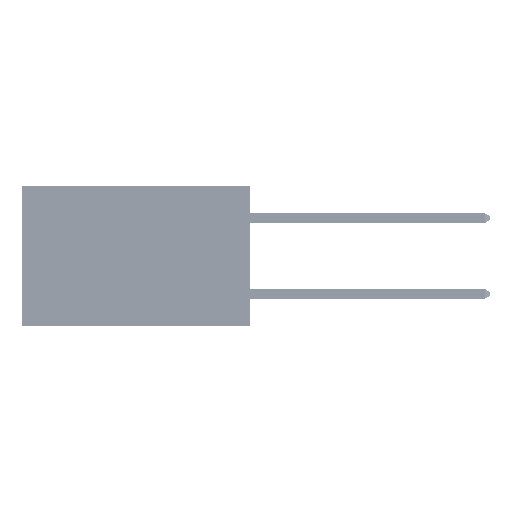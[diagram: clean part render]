
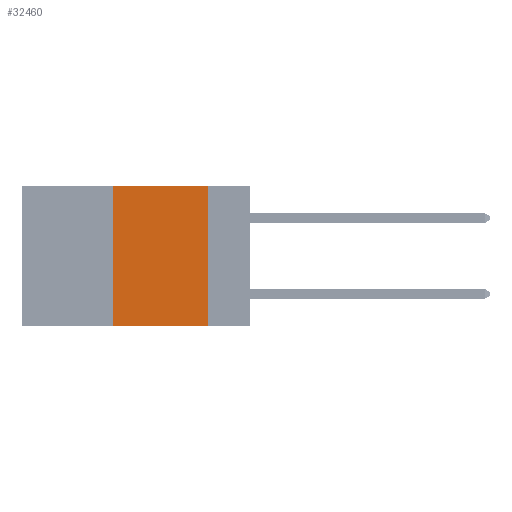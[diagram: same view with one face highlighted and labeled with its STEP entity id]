
A CAD part, left-side view. The second image highlights one B-rep face of the part: STEP entity #32460.
In plain terms, the highlighted planar face has unit normal (-1, 0, 0).
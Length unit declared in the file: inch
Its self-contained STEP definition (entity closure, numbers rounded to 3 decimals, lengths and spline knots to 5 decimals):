
#2226 = ORIENTED_EDGE ( 'NONE', *, *, #3593, .F. ) ;
#3579 = EDGE_CURVE ( 'NONE', #42626, #24230, #38023, .T. ) ;
#3593 = EDGE_CURVE ( 'NONE', #23205, #42626, #38589, .T. ) ;
#3891 = CARTESIAN_POINT ( 'NONE',  ( 0., 0.11, 0. ) ) ;
#10899 = VECTOR ( 'NONE', #32255, 39.37008 ) ;
#11775 = CARTESIAN_POINT ( 'NONE',  ( 0., 0.6, 0. ) ) ;
#12770 = EDGE_CURVE ( 'NONE', #46597, #24230, #27619, .T. ) ;
#13733 = ORIENTED_EDGE ( 'NONE', *, *, #3579, .F. ) ;
#14078 = VECTOR ( 'NONE', #46307, 39.37008 ) ;
#16225 = PLANE ( 'NONE',  #29342 ) ;
#19136 = EDGE_LOOP ( 'NONE', ( #13733, #2226, #29748, #48900 ) ) ;
#19999 = EDGE_CURVE ( 'NONE', #46597, #23205, #45655, .T. ) ;
#20199 = CARTESIAN_POINT ( 'NONE',  ( 0., 0.11, -0.37 ) ) ;
#23205 = VERTEX_POINT ( 'NONE', #49107 ) ;
#23914 = DIRECTION ( 'NONE',  ( 1., 0., 0. ) ) ;
#24230 = VERTEX_POINT ( 'NONE', #20199 ) ;
#27619 = LINE ( 'NONE', #39717, #10899 ) ;
#29342 = AXIS2_PLACEMENT_3D ( 'NONE', #43254, #23914, #43080 ) ;
#29748 = ORIENTED_EDGE ( 'NONE', *, *, #19999, .F. ) ;
#30849 = VECTOR ( 'NONE', #34851, 39.37008 ) ;
#31388 = FACE_OUTER_BOUND ( 'NONE', #19136, .T. ) ;
#31608 = CARTESIAN_POINT ( 'NONE',  ( 0., 0.36, -0.37 ) ) ;
#32255 = DIRECTION ( 'NONE',  ( 0., -1., 0. ) ) ;
#32460 = ADVANCED_FACE ( 'NONE', ( #31388 ), #16225, .F. ) ;
#34851 = DIRECTION ( 'NONE',  ( 0., -1., 0. ) ) ;
#38023 = LINE ( 'NONE', #42472, #14078 ) ;
#38589 = LINE ( 'NONE', #11775, #30849 ) ;
#39717 = CARTESIAN_POINT ( 'NONE',  ( 0., 0.6, -0.37 ) ) ;
#40305 = VECTOR ( 'NONE', #45820, 39.37008 ) ;
#42472 = CARTESIAN_POINT ( 'NONE',  ( 0., 0.11, 0. ) ) ;
#42626 = VERTEX_POINT ( 'NONE', #3891 ) ;
#43080 = DIRECTION ( 'NONE',  ( 0., 0., -1. ) ) ;
#43254 = CARTESIAN_POINT ( 'NONE',  ( 0., 0.6, 0. ) ) ;
#45655 = LINE ( 'NONE', #48468, #40305 ) ;
#45820 = DIRECTION ( 'NONE',  ( 0., 0., 1. ) ) ;
#46307 = DIRECTION ( 'NONE',  ( 0., 0., -1. ) ) ;
#46597 = VERTEX_POINT ( 'NONE', #31608 ) ;
#48468 = CARTESIAN_POINT ( 'NONE',  ( 0., 0.36, 0. ) ) ;
#48900 = ORIENTED_EDGE ( 'NONE', *, *, #12770, .T. ) ;
#49107 = CARTESIAN_POINT ( 'NONE',  ( 0., 0.36, 0. ) ) ;
